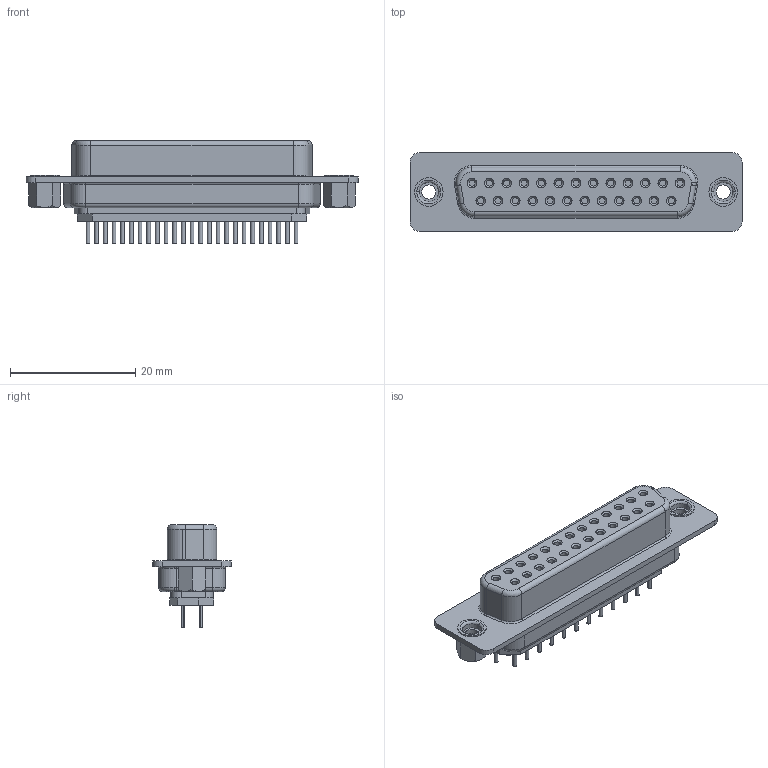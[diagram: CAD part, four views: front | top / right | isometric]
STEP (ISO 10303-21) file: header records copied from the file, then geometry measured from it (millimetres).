
FILE_DESCRIPTION (( 'STEP AP214' ), '1' );
FILE_NAME ('KF85X-BD-25S-K_rA2.STEP', '2013-03-22T19:06:09', ( 'Daniel' ), ( 'Microsoft' ), 'SwSTEP 2.0', 'SolidWorks 2012', '' );
FILE_SCHEMA (( 'AUTOMOTIVE_DESIGN' ));
Length unit declared in the file: millimetre
Products named in the file (1): KF85X-BD-25S-K_rA2
Bounding box: 53.04 x 12.55 x 16.4 mm (x, y, z)
Volume: 4515.2 mm3; surface area: 3332.7 mm2
Topology: 1 solids, 1 shells, 407 faces, 860 edges, 539 vertices
Faces by surface type: cylinder 197, plane 128, cone 58, torus 24
Entity records: 13381 total; most frequent: DIRECTION 2151, CARTESIAN_POINT 1931, ORIENTED_EDGE 1720, AXIS2_PLACEMENT_3D 895, EDGE_CURVE 860, VERTEX_POINT 539, EDGE_LOOP 495, CIRCLE 487
